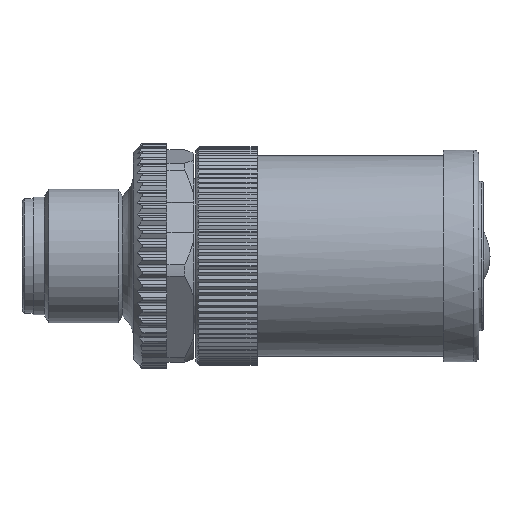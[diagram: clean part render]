
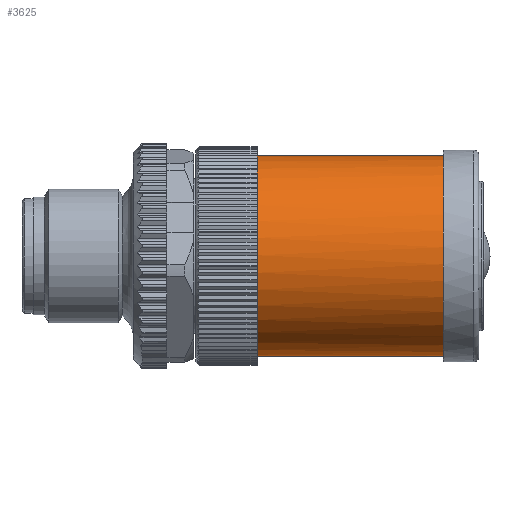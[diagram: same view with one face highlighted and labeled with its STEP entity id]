
A CAD part, top view. The second image highlights one B-rep face of the part: STEP entity #3625.
In plain terms, the highlighted cylindrical face has radius 9 mm (diameter 18 mm), a full revolution.
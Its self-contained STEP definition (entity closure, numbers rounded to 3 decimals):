
#282=B_SPLINE_CURVE_WITH_KNOTS('',3,(#18455,#18456,#18457,#18458,#18459,
#18460,#18461,#18462,#18463,#18464,#18465,#18466,#18467,#18468,#18469,#18470,
#18471,#18472,#18473,#18474,#18475,#18476),.UNSPECIFIED.,.F.,.F.,(4,2,2,
2,2,2,2,2,2,2,4),(0.,0.125,0.188,0.25,0.375,0.5,0.625,0.75,0.813,0.875,
1.),.UNSPECIFIED.);
#3625=ADVANCED_FACE('',(#4168,#4169),#4021,.T.);
#4021=CYLINDRICAL_SURFACE('',#12340,9.);
#4168=FACE_BOUND('',#4571,.T.);
#4169=FACE_BOUND('',#4572,.T.);
#4571=EDGE_LOOP('',(#6844));
#4572=EDGE_LOOP('',(#6845,#6846));
#6844=ORIENTED_EDGE('',*,*,#9988,.F.);
#6845=ORIENTED_EDGE('',*,*,#10573,.F.);
#6846=ORIENTED_EDGE('',*,*,#10570,.T.);
#8806=VERTEX_POINT('',#16676);
#9066=VERTEX_POINT('',#18477);
#9067=VERTEX_POINT('',#18478);
#9988=EDGE_CURVE('',#8806,#8806,#11554,.T.);
#10570=EDGE_CURVE('',#9066,#9067,#282,.T.);
#10573=EDGE_CURVE('',#9066,#9067,#11591,.T.);
#11554=CIRCLE('',#12063,9.);
#11591=CIRCLE('',#12338,9.);
#12063=AXIS2_PLACEMENT_3D('',#16675,#13594,#13595);
#12338=AXIS2_PLACEMENT_3D('',#18488,#14474,#14475);
#12340=AXIS2_PLACEMENT_3D('',#18490,#14478,#14479);
#13594=DIRECTION('',(-1.,0.,0.));
#13595=DIRECTION('',(0.,0.,-1.));
#14474=DIRECTION('',(1.,0.,0.));
#14475=DIRECTION('',(0.,0.,-1.));
#14478=DIRECTION('',(1.,0.,0.));
#14479=DIRECTION('',(0.,0.,1.));
#16675=CARTESIAN_POINT('',(2.1,0.,0.));
#16676=CARTESIAN_POINT('',(2.1,0.,-9.));
#18455=CARTESIAN_POINT('',(18.8,4.417,-7.842));
#18456=CARTESIAN_POINT('',(17.904,5.686,-7.127));
#18457=CARTESIAN_POINT('',(16.746,6.587,-6.197));
#18458=CARTESIAN_POINT('',(14.579,7.396,-5.148));
#18459=CARTESIAN_POINT('',(13.753,7.567,-4.872));
#18460=CARTESIAN_POINT('',(12.056,7.592,-4.833));
#18461=CARTESIAN_POINT('',(11.224,7.446,-5.073));
#18462=CARTESIAN_POINT('',(9.011,6.688,-6.081));
#18463=CARTESIAN_POINT('',(7.82,5.791,-7.033));
#18464=CARTESIAN_POINT('',(6.007,3.356,-8.47));
#18465=CARTESIAN_POINT('',(5.405,1.709,-8.996));
#18466=CARTESIAN_POINT('',(5.395,-1.665,-9.004));
#18467=CARTESIAN_POINT('',(5.986,-3.319,-8.488));
#18468=CARTESIAN_POINT('',(7.814,-5.791,-7.037));
#18469=CARTESIAN_POINT('',(8.992,-6.677,-6.094));
#18470=CARTESIAN_POINT('',(11.205,-7.442,-5.08));
#18471=CARTESIAN_POINT('',(12.049,-7.591,-4.835));
#18472=CARTESIAN_POINT('',(13.735,-7.569,-4.87));
#18473=CARTESIAN_POINT('',(14.559,-7.401,-5.14));
#18474=CARTESIAN_POINT('',(16.745,-6.59,-6.193));
#18475=CARTESIAN_POINT('',(17.906,-5.684,-7.128));
#18476=CARTESIAN_POINT('',(18.8,-4.417,-7.842));
#18477=CARTESIAN_POINT('',(18.8,4.417,-7.842));
#18478=CARTESIAN_POINT('',(18.8,-4.417,-7.842));
#18488=CARTESIAN_POINT('',(18.8,0.,0.));
#18490=CARTESIAN_POINT('',(0.,0.,0.));
